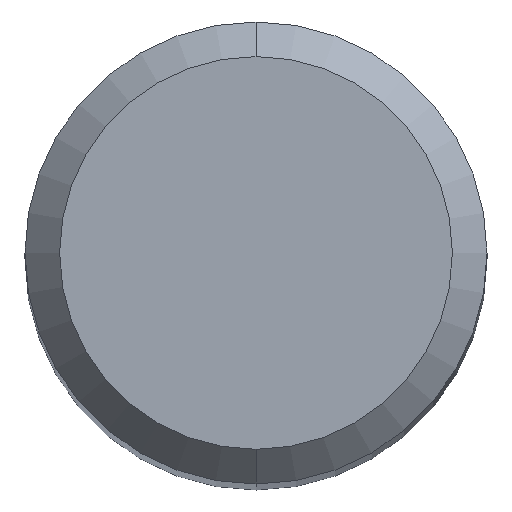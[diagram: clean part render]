
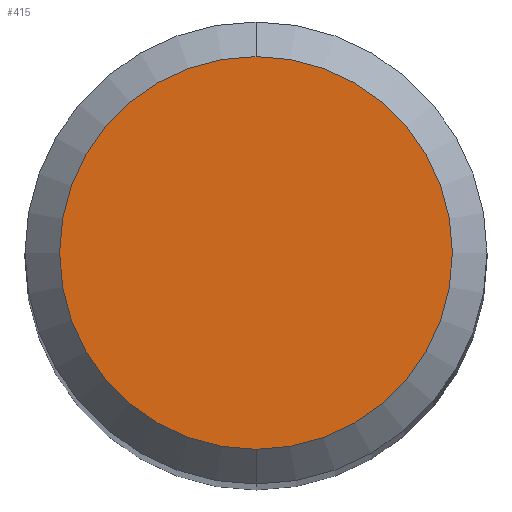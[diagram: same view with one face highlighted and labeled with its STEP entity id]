
A CAD part, top view. The second image highlights one B-rep face of the part: STEP entity #415.
In plain terms, the highlighted planar face has unit normal (0, 0, 1).
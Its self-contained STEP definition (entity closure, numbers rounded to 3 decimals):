
#231=EDGE_CURVE('',#257,#397,#543,.T.);
#257=VERTEX_POINT('',#571);
#291=EDGE_CURVE('',#397,#257,#608,.T.);
#397=VERTEX_POINT('',#727);
#415=ADVANCED_FACE('',(#747),#748,.T.);
#543=CIRCLE('',#908,1.7);
#571=CARTESIAN_POINT('',(0.,-1.7,0.0));
#608=CIRCLE('',#1035,1.7);
#727=CARTESIAN_POINT('',(0.0,1.7,0.0));
#747=FACE_OUTER_BOUND('',#1354,.T.);
#748=PLANE('',#1355);
#908=AXIS2_PLACEMENT_3D('',#1506,#1507,#1508);
#1035=AXIS2_PLACEMENT_3D('',#1574,#1575,#1576);
#1354=EDGE_LOOP('',(#1741,#1742));
#1355=AXIS2_PLACEMENT_3D('',#1743,#1744,#1745);
#1506=CARTESIAN_POINT('',(0.0,0.0,0.0));
#1507=DIRECTION('',(0.0,0.0,-1.0));
#1508=DIRECTION('',(0.0,1.0,0.0));
#1574=CARTESIAN_POINT('',(0.0,0.0,0.0));
#1575=DIRECTION('',(0.0,0.0,-1.0));
#1576=DIRECTION('',(0.0,1.0,0.0));
#1741=ORIENTED_EDGE('',*,*,#291,.F.);
#1742=ORIENTED_EDGE('',*,*,#231,.F.);
#1743=CARTESIAN_POINT('',(0.0,0.85,0.0));
#1744=DIRECTION('',(-0.0,0.0,1.0));
#1745=DIRECTION('',(0.0,-1.0,0.0));
